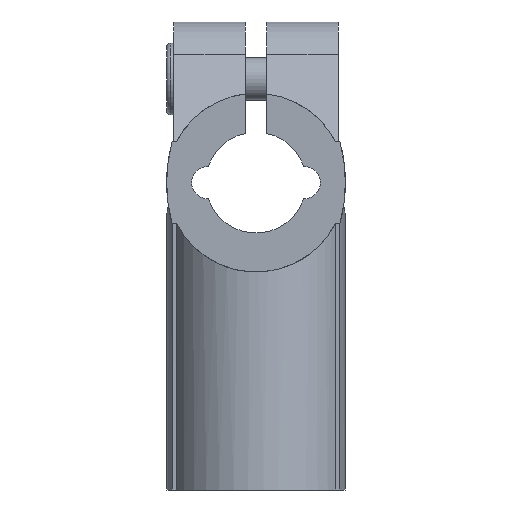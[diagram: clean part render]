
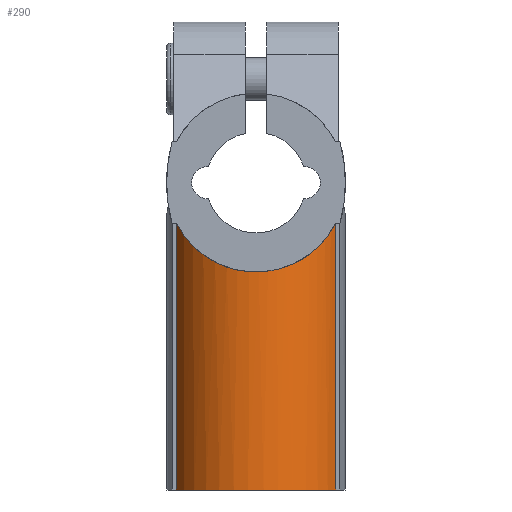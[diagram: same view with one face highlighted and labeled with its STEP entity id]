
A CAD part, front view. The second image highlights one B-rep face of the part: STEP entity #290.
In plain terms, the highlighted cylindrical face has radius 12.5 mm (diameter 25 mm), a partial arc.
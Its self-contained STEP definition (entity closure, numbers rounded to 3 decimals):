
#290 = ADVANCED_FACE( '', ( #666 ), #667, .T. );
#666 = FACE_OUTER_BOUND( '', #1116, .T. );
#667 = CYLINDRICAL_SURFACE( '', #1117, 12.5 );
#1116 = EDGE_LOOP( '', ( #1918, #1919, #1920, #1921 ) );
#1117 = AXIS2_PLACEMENT_3D( '', #1922, #1923, #1924 );
#1918 = ORIENTED_EDGE( '', *, *, #2841, .F. );
#1919 = ORIENTED_EDGE( '', *, *, #2705, .F. );
#1920 = ORIENTED_EDGE( '', *, *, #2842, .T. );
#1921 = ORIENTED_EDGE( '', *, *, #2843, .T. );
#1922 = CARTESIAN_POINT( '', ( 0., 0., -43. ) );
#1923 = DIRECTION( '', ( 0., 0., -1. ) );
#1924 = DIRECTION( '', ( 1., 0., 0. ) );
#2705 = EDGE_CURVE( '', #3289, #3287, #3291, .T. );
#2841 = EDGE_CURVE( '', #3287, #3494, #3495, .T. );
#2842 = EDGE_CURVE( '', #3289, #3496, #3497, .T. );
#2843 = EDGE_CURVE( '', #3496, #3494, #3498, .T. );
#3287 = VERTEX_POINT( '', #4164 );
#3289 = VERTEX_POINT( '', #4167 );
#3291 = LINE( '', #4170, #4171 );
#3494 = VERTEX_POINT( '', #4505 );
#3495 = ELLIPSE( '', #4506, 17.678, 12.5 );
#3496 = VERTEX_POINT( '', #4507 );
#3497 = CIRCLE( '', #4508, 12.5 );
#3498 = LINE( '', #4509, #4510 );
#4164 = CARTESIAN_POINT( '', ( -11.125, -5.7, -5.7 ) );
#4167 = CARTESIAN_POINT( '', ( -11.125, -5.7, -43. ) );
#4170 = CARTESIAN_POINT( '', ( -11.125, -5.7, -43. ) );
#4171 = VECTOR( '', #4945, 1000. );
#4505 = CARTESIAN_POINT( '', ( 11.125, -5.7, -5.7 ) );
#4506 = AXIS2_PLACEMENT_3D( '', #5098, #5099, #5100 );
#4507 = CARTESIAN_POINT( '', ( 11.125, -5.7, -43. ) );
#4508 = AXIS2_PLACEMENT_3D( '', #5101, #5102, #5103 );
#4509 = CARTESIAN_POINT( '', ( 11.125, -5.7, -43. ) );
#4510 = VECTOR( '', #5104, 1000. );
#4945 = DIRECTION( '', ( 0., 0., 1. ) );
#5098 = CARTESIAN_POINT( '', ( 0., 0., 0. ) );
#5099 = DIRECTION( '', ( 0., -0.707, 0.707 ) );
#5100 = DIRECTION( '', ( 0., -0.707, -0.707 ) );
#5101 = CARTESIAN_POINT( '', ( 0., 0., -43. ) );
#5102 = DIRECTION( '', ( 0., 0., 1. ) );
#5103 = DIRECTION( '', ( 1., 0., 0. ) );
#5104 = DIRECTION( '', ( 0., 0., 1. ) );
